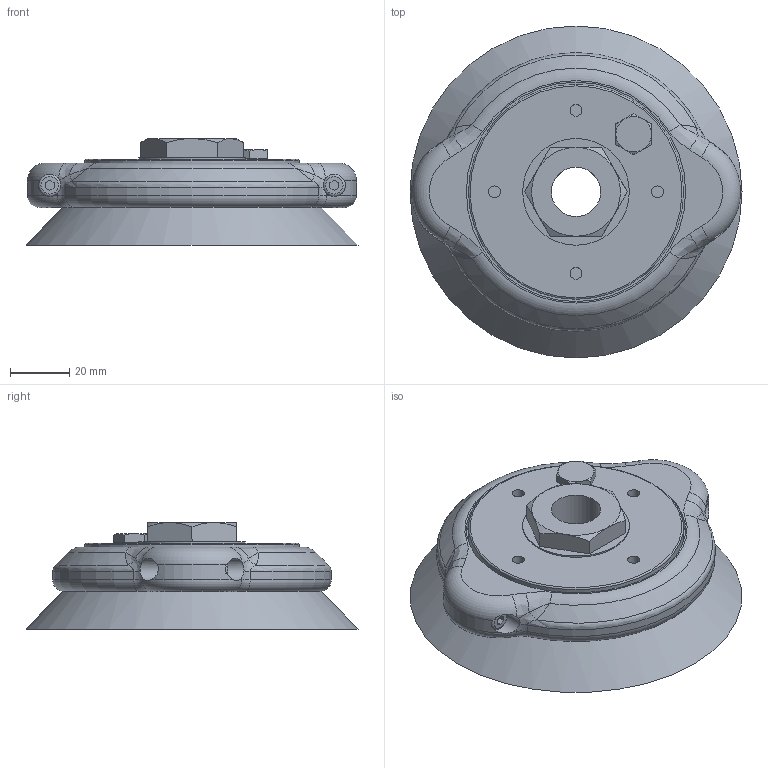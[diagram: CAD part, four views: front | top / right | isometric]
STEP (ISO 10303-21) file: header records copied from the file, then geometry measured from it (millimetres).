
FILE_DESCRIPTION( ( '' ), '1' );
FILE_NAME( '0106460.stp', '2002-09-30T05:34:14', ( 'Andreas Norlén' ), ( 'PIAB AB' ), 'XStep 1.0', 'SolidEdge', ' ' );
FILE_SCHEMA( ( 'CONFIG_CONTROL_DESIGN' ) );
Length unit declared in the file: millimetre
Products named in the file (1): 1
Bounding box: 112 x 112 x 36 mm (x, y, z)
Volume: 163322.6 mm3; surface area: 32427.2 mm2
Topology: 1 solids, 1 shells, 129 faces, 293 edges, 183 vertices
Faces by surface type: plane 49, cylinder 29, torus 18, cone 17, bspline 16
Full cylindrical faces by diameter (mm): 4 x4, 4.1 x2, 7.5 x4, 11 x1, 16.66 x1, 25 x1, 30 x1, 36 x1, 72.5 x1, 74 x1
Entity records: 4294 total; most frequent: CARTESIAN_POINT 1632, DIRECTION 520, ORIENTED_EDGE 520, EDGE_CURVE 260, AXIS2_PLACEMENT_3D 226, VERTEX_POINT 174, EDGE_LOOP 172, FACE_OUTER_BOUND 150
